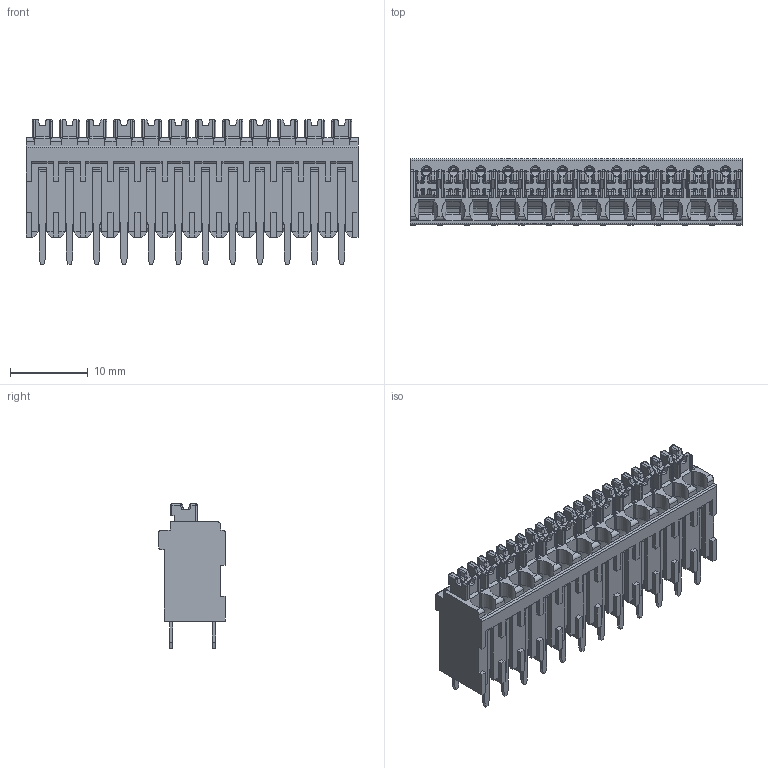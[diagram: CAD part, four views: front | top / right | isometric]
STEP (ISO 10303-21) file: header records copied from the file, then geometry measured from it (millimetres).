
FILE_DESCRIPTION(/* description */ ('Unknown'),/* implementation_level */ '2;1');
FILE_NAME(/* name */ '691410100012',/* time_stamp */ '2021-08-11T15:36:05+02:00',/* author */ ('Unknown'),/* organization */ ('Unknown'),/* preprocessor_version */ 'ST-DEVELOPER v16.7',/* originating_system */ 'Solid Edge',/* authorisation */ 'Unknown');
FILE_SCHEMA (('AUTOMOTIVE_DESIGN {1 0 10303 214 3 1 1}'));
Length unit declared in the file: millimetre
Products named in the file (5): 6914101000xx; 691410100012; 6914101000xx_SolderPin; 6914101000xx_SpringClamp; 6914101000xx_Lever
Assembly tree (37 placements, depth 2):
  6914101000xx
    691410100012
    6914101000xx_SolderPin  x12
    6914101000xx_SpringClamp  x12
    6914101000xx_Lever  x12
Bounding box: 42.7 x 8.5 x 18.6 mm (x, y, z)
Volume: 2194.7 mm3; surface area: 8312.3 mm2
Topology: 37 solids, 37 shells, 4105 faces, 11215 edges, 6955 vertices
Faces by surface type: plane 2525, cylinder 1147, sphere 193, bspline 168, torus 48, cone 24
Entity records: 41670 total; most frequent: CARTESIAN_POINT 8109, ORIENTED_EDGE 7216, DIRECTION 6583, EDGE_CURVE 3608, LINE 3059, VECTOR 3059, VERTEX_POINT 2291, AXIS2_PLACEMENT_3D 1762
